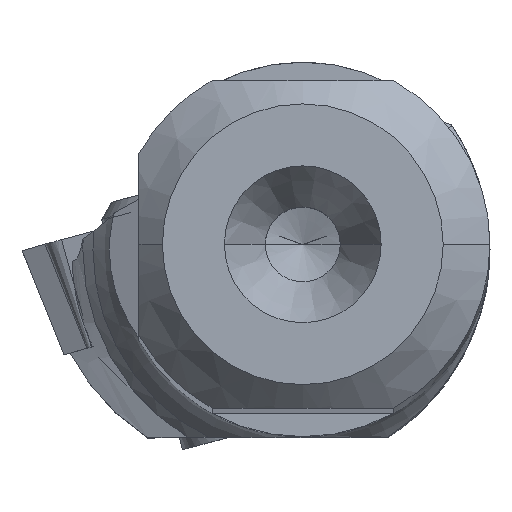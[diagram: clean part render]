
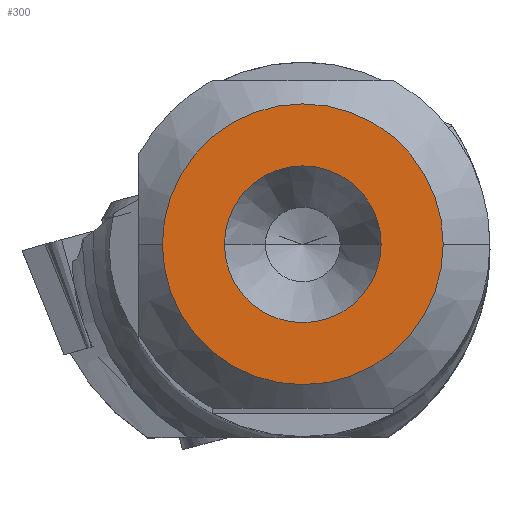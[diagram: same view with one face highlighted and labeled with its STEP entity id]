
A CAD part, top view. The second image highlights one B-rep face of the part: STEP entity #300.
In plain terms, the highlighted planar face has unit normal (0, 0, 1).
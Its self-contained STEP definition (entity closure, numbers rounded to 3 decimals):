
#300=ADVANCED_FACE('',(#383,#384),#367,.T.);
#367=PLANE('',#1988);
#383=FACE_BOUND('',#441,.T.);
#384=FACE_BOUND('',#442,.T.);
#441=EDGE_LOOP('',(#797,#798,#799,#800));
#442=EDGE_LOOP('',(#801,#802));
#797=ORIENTED_EDGE('',*,*,#1344,.F.);
#798=ORIENTED_EDGE('',*,*,#1342,.F.);
#799=ORIENTED_EDGE('',*,*,#1341,.F.);
#800=ORIENTED_EDGE('',*,*,#1345,.F.);
#801=ORIENTED_EDGE('',*,*,#1349,.F.);
#802=ORIENTED_EDGE('',*,*,#1350,.F.);
#1119=VERTEX_POINT('',#3226);
#1120=VERTEX_POINT('',#3228);
#1121=VERTEX_POINT('',#3230);
#1122=VERTEX_POINT('',#3234);
#1124=VERTEX_POINT('',#3253);
#1125=VERTEX_POINT('',#3254);
#1341=EDGE_CURVE('',#1119,#1120,#1490,.T.);
#1342=EDGE_CURVE('',#1120,#1121,#1491,.T.);
#1344=EDGE_CURVE('',#1121,#1122,#1492,.T.);
#1345=EDGE_CURVE('',#1122,#1119,#1493,.T.);
#1349=EDGE_CURVE('',#1124,#1125,#1494,.T.);
#1350=EDGE_CURVE('',#1125,#1124,#1495,.T.);
#1490=CIRCLE('',#1978,3.);
#1491=CIRCLE('',#1979,3.);
#1492=CIRCLE('',#1981,3.);
#1493=CIRCLE('',#1982,3.);
#1494=CIRCLE('',#1986,1.675);
#1495=CIRCLE('',#1987,1.675);
#1978=AXIS2_PLACEMENT_3D('',#3227,#2386,#2387);
#1979=AXIS2_PLACEMENT_3D('',#3229,#2388,#2389);
#1981=AXIS2_PLACEMENT_3D('',#3233,#2393,#2394);
#1982=AXIS2_PLACEMENT_3D('',#3235,#2395,#2396);
#1986=AXIS2_PLACEMENT_3D('',#3252,#2404,#2405);
#1987=AXIS2_PLACEMENT_3D('',#3255,#2406,#2407);
#1988=AXIS2_PLACEMENT_3D('',#3256,#2408,#2409);
#2386=DIRECTION('',(0.,0.,-1.));
#2387=DIRECTION('',(1.,0.,0.));
#2388=DIRECTION('',(0.,0.,-1.));
#2389=DIRECTION('',(0.,-1.,0.));
#2393=DIRECTION('',(0.,0.,-1.));
#2394=DIRECTION('',(-1.,0.,0.));
#2395=DIRECTION('',(0.,0.,-1.));
#2396=DIRECTION('',(0.,1.,0.));
#2404=DIRECTION('',(0.,0.,1.));
#2405=DIRECTION('',(1.,0.,0.));
#2406=DIRECTION('',(0.,0.,1.));
#2407=DIRECTION('',(-1.,0.,0.));
#2408=DIRECTION('',(0.,0.,1.));
#2409=DIRECTION('',(1.,0.,0.));
#3226=CARTESIAN_POINT('',(3.,0.,0.));
#3227=CARTESIAN_POINT('',(0.,0.,0.));
#3228=CARTESIAN_POINT('',(0.,-3.,0.));
#3229=CARTESIAN_POINT('',(0.,0.,0.));
#3230=CARTESIAN_POINT('',(-3.,0.,0.));
#3233=CARTESIAN_POINT('',(0.,0.,0.));
#3234=CARTESIAN_POINT('',(0.,3.,0.));
#3235=CARTESIAN_POINT('',(0.,0.,0.));
#3252=CARTESIAN_POINT('',(0.,0.,0.));
#3253=CARTESIAN_POINT('',(1.675,0.,0.));
#3254=CARTESIAN_POINT('',(-1.675,0.,0.));
#3255=CARTESIAN_POINT('',(0.,0.,0.));
#3256=CARTESIAN_POINT('',(0.,0.,0.));
